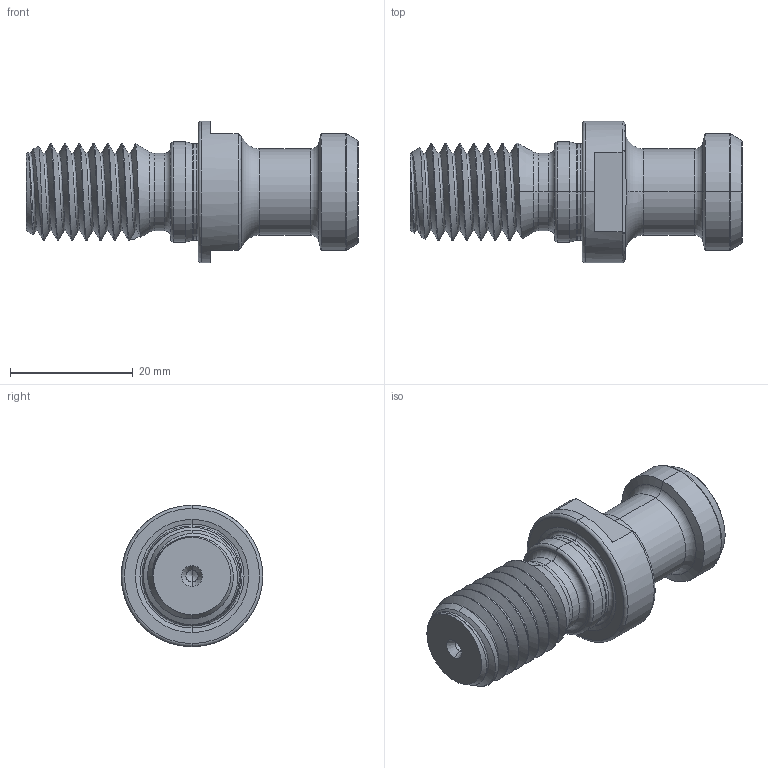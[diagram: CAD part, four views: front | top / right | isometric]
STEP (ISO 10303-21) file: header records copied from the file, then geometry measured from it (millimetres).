
FILE_DESCRIPTION (( 'STEP AP214' ), '1' );
FILE_NAME ('4008TRK-MF.STEP', '2022-03-17T02:19:31', ( '' ), ( '' ), 'SwSTEP 2.0', 'SolidWorks 2021', '' );
FILE_SCHEMA (( 'AUTOMOTIVE_DESIGN' ));
Length unit declared in the file: millimetre
Products named in the file (1): 4008TRK-MF
Bounding box: 54 x 23 x 23 mm (x, y, z)
Volume: 10923.8 mm3; surface area: 4216.6 mm2
Topology: 1 solids, 1 shells, 90 faces, 212 edges, 124 vertices
Faces by surface type: cylinder 30, torus 22, cone 21, plane 14, bspline 3
Entity records: 5646 total; most frequent: CARTESIAN_POINT 2668, DIRECTION 419, ORIENTED_EDGE 416, EDGE_CURVE 208, AXIS2_PLACEMENT_3D 178, VERTEX_POINT 124, EDGE_LOOP 94, UNCERTAINTY_MEASURE_WITH_UNIT 93
